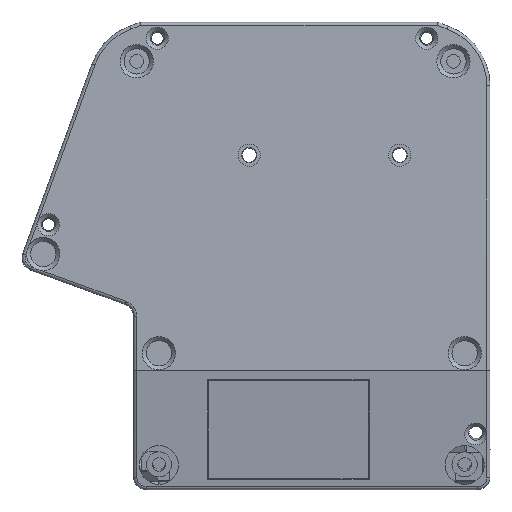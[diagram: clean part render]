
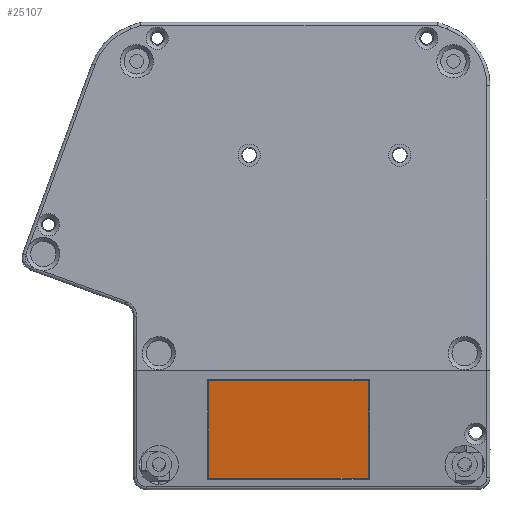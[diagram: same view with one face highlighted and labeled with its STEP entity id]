
A CAD part, front view. The second image highlights one B-rep face of the part: STEP entity #25107.
In plain terms, the highlighted planar face has unit normal (0, -0.988, -0.156).
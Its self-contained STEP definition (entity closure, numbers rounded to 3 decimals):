
#22759 = PLANE('',#22760);
#22760 = AXIS2_PLACEMENT_3D('',#22761,#22762,#22763);
#22761 = CARTESIAN_POINT('',(28.585,-11.803,
    6.106));
#22762 = DIRECTION('',(0.707,-0.698,-0.111));
#22763 = DIRECTION('',(-0.155,0.,
    -0.988));
#22787 = PLANE('',#22788);
#22788 = AXIS2_PLACEMENT_3D('',#22789,#22790,#22791);
#22789 = CARTESIAN_POINT('',(38.307,-11.111,
    1.737));
#22790 = DIRECTION('',(0.,-0.588,-0.809));
#22791 = DIRECTION('',(-1.,0.,0.));
#22815 = PLANE('',#22816);
#22816 = AXIS2_PLACEMENT_3D('',#22817,#22818,#22819);
#22817 = CARTESIAN_POINT('',(92.974,-14.912,
    25.737));
#22818 = DIRECTION('',(-0.707,-0.698,-0.111)
  );
#22819 = DIRECTION('',(-0.155,0.,0.988)
  );
#22841 = PLANE('',#22842);
#22842 = AXIS2_PLACEMENT_3D('',#22843,#22844,#22845);
#22843 = CARTESIAN_POINT('',(70.311,-4.833,
    -37.901));
#22844 = DIRECTION('',(0.,-0.809,0.588));
#22845 = DIRECTION('',(1.,0.,0.));
#24493 = VERTEX_POINT('',#24494);
#24494 = CARTESIAN_POINT('',(28.776,-4.675,
    -37.683));
#24515 = EDGE_CURVE('',#24493,#24516,#24518,.T.);
#24516 = VERTEX_POINT('',#24517);
#24517 = CARTESIAN_POINT('',(28.776,-10.893,
    1.578));
#24518 = SURFACE_CURVE('',#24519,(#24523,#24530),.PCURVE_S1.);
#24519 = LINE('',#24520,#24521);
#24520 = CARTESIAN_POINT('',(28.776,-4.675,
    -37.683));
#24521 = VECTOR('',#24522,1.);
#24522 = DIRECTION('',(0.,-0.156,0.988));
#24523 = PCURVE('',#22759,#24524);
#24524 = DEFINITIONAL_REPRESENTATION('',(#24525),#24529);
#24525 = LINE('',#24526,#24527);
#24526 = CARTESIAN_POINT('',(43.233,9.96));
#24527 = VECTOR('',#24528,1.);
#24528 = DIRECTION('',(-0.976,-0.219));
#24529 = ( GEOMETRIC_REPRESENTATION_CONTEXT(2) 
PARAMETRIC_REPRESENTATION_CONTEXT() REPRESENTATION_CONTEXT('2D SPACE',''
  ) );
#24530 = PCURVE('',#24531,#24536);
#24531 = PLANE('',#24532);
#24532 = AXIS2_PLACEMENT_3D('',#24533,#24534,#24535);
#24533 = CARTESIAN_POINT('',(60.78,-7.784,
    -18.052));
#24534 = DIRECTION('',(0.,0.988,0.156));
#24535 = DIRECTION('',(0.,-0.156,0.988));
#24536 = DEFINITIONAL_REPRESENTATION('',(#24537),#24541);
#24537 = LINE('',#24538,#24539);
#24538 = CARTESIAN_POINT('',(-19.876,-32.004));
#24539 = VECTOR('',#24540,1.);
#24540 = DIRECTION('',(1.,0.));
#24541 = ( GEOMETRIC_REPRESENTATION_CONTEXT(2) 
PARAMETRIC_REPRESENTATION_CONTEXT() REPRESENTATION_CONTEXT('2D SPACE',''
  ) );
#24569 = EDGE_CURVE('',#24516,#24570,#24572,.T.);
#24570 = VERTEX_POINT('',#24571);
#24571 = CARTESIAN_POINT('',(92.784,-10.893,
    1.578));
#24572 = SURFACE_CURVE('',#24573,(#24577,#24584),.PCURVE_S1.);
#24573 = LINE('',#24574,#24575);
#24574 = CARTESIAN_POINT('',(28.776,-10.893,
    1.578));
#24575 = VECTOR('',#24576,1.);
#24576 = DIRECTION('',(1.,0.,0.));
#24577 = PCURVE('',#22787,#24578);
#24578 = DEFINITIONAL_REPRESENTATION('',(#24579),#24583);
#24579 = LINE('',#24580,#24581);
#24580 = CARTESIAN_POINT('',(9.531,0.269));
#24581 = VECTOR('',#24582,1.);
#24582 = DIRECTION('',(-1.,0.));
#24583 = ( GEOMETRIC_REPRESENTATION_CONTEXT(2) 
PARAMETRIC_REPRESENTATION_CONTEXT() REPRESENTATION_CONTEXT('2D SPACE',''
  ) );
#24584 = PCURVE('',#24531,#24585);
#24585 = DEFINITIONAL_REPRESENTATION('',(#24586),#24590);
#24586 = LINE('',#24587,#24588);
#24587 = CARTESIAN_POINT('',(19.876,-32.004));
#24588 = VECTOR('',#24589,1.);
#24589 = DIRECTION('',(0.,1.));
#24590 = ( GEOMETRIC_REPRESENTATION_CONTEXT(2) 
PARAMETRIC_REPRESENTATION_CONTEXT() REPRESENTATION_CONTEXT('2D SPACE',''
  ) );
#24616 = EDGE_CURVE('',#24570,#24617,#24619,.T.);
#24617 = VERTEX_POINT('',#24618);
#24618 = CARTESIAN_POINT('',(92.784,-4.675,
    -37.683));
#24619 = SURFACE_CURVE('',#24620,(#24624,#24631),.PCURVE_S1.);
#24620 = LINE('',#24621,#24622);
#24621 = CARTESIAN_POINT('',(92.784,-10.893,
    1.578));
#24622 = VECTOR('',#24623,1.);
#24623 = DIRECTION('',(0.,0.156,-0.988));
#24624 = PCURVE('',#22815,#24625);
#24625 = DEFINITIONAL_REPRESENTATION('',(#24626),#24630);
#24626 = LINE('',#24627,#24628);
#24627 = CARTESIAN_POINT('',(-23.839,5.616));
#24628 = VECTOR('',#24629,1.);
#24629 = DIRECTION('',(-0.976,0.219));
#24630 = ( GEOMETRIC_REPRESENTATION_CONTEXT(2) 
PARAMETRIC_REPRESENTATION_CONTEXT() REPRESENTATION_CONTEXT('2D SPACE',''
  ) );
#24631 = PCURVE('',#24531,#24632);
#24632 = DEFINITIONAL_REPRESENTATION('',(#24633),#24637);
#24633 = LINE('',#24634,#24635);
#24634 = CARTESIAN_POINT('',(19.876,32.004));
#24635 = VECTOR('',#24636,1.);
#24636 = DIRECTION('',(-1.,0.));
#24637 = ( GEOMETRIC_REPRESENTATION_CONTEXT(2) 
PARAMETRIC_REPRESENTATION_CONTEXT() REPRESENTATION_CONTEXT('2D SPACE',''
  ) );
#24667 = EDGE_CURVE('',#24617,#24493,#24668,.T.);
#24668 = SURFACE_CURVE('',#24669,(#24673,#24680),.PCURVE_S1.);
#24669 = LINE('',#24670,#24671);
#24670 = CARTESIAN_POINT('',(92.784,-4.675,
    -37.683));
#24671 = VECTOR('',#24672,1.);
#24672 = DIRECTION('',(-1.,0.,0.));
#24673 = PCURVE('',#22841,#24674);
#24674 = DEFINITIONAL_REPRESENTATION('',(#24675),#24679);
#24675 = LINE('',#24676,#24677);
#24676 = CARTESIAN_POINT('',(22.473,0.269));
#24677 = VECTOR('',#24678,1.);
#24678 = DIRECTION('',(-1.,0.));
#24679 = ( GEOMETRIC_REPRESENTATION_CONTEXT(2) 
PARAMETRIC_REPRESENTATION_CONTEXT() REPRESENTATION_CONTEXT('2D SPACE',''
  ) );
#24680 = PCURVE('',#24531,#24681);
#24681 = DEFINITIONAL_REPRESENTATION('',(#24682),#24686);
#24682 = LINE('',#24683,#24684);
#24683 = CARTESIAN_POINT('',(-19.876,32.004));
#24684 = VECTOR('',#24685,1.);
#24685 = DIRECTION('',(0.,-1.));
#24686 = ( GEOMETRIC_REPRESENTATION_CONTEXT(2) 
PARAMETRIC_REPRESENTATION_CONTEXT() REPRESENTATION_CONTEXT('2D SPACE',''
  ) );
#25107 = ADVANCED_FACE('',(#25108),#24531,.F.);
#25108 = FACE_BOUND('',#25109,.T.);
#25109 = EDGE_LOOP('',(#25110,#25111,#25112,#25113));
#25110 = ORIENTED_EDGE('',*,*,#24569,.F.);
#25111 = ORIENTED_EDGE('',*,*,#24515,.F.);
#25112 = ORIENTED_EDGE('',*,*,#24667,.F.);
#25113 = ORIENTED_EDGE('',*,*,#24616,.F.);
